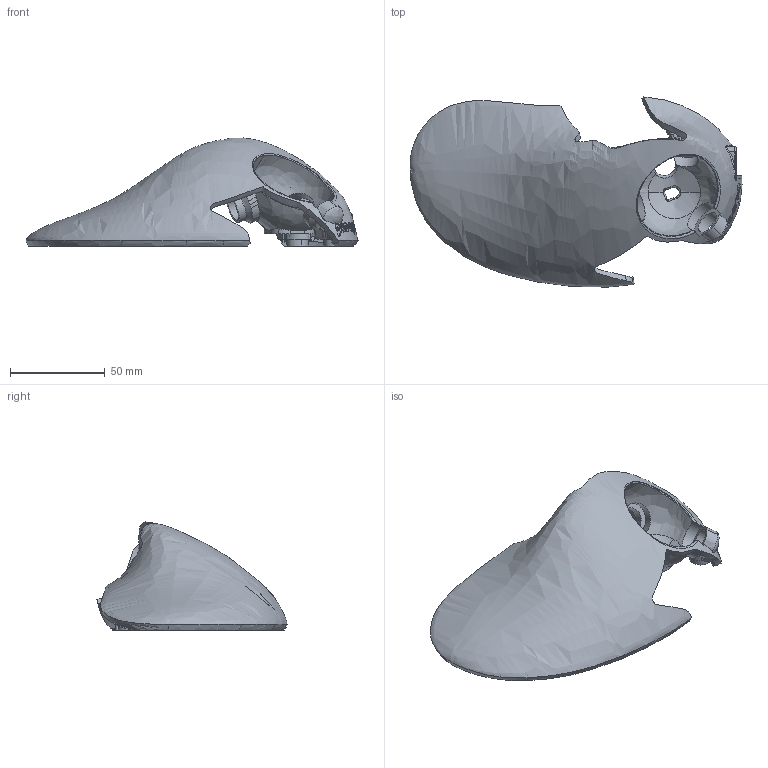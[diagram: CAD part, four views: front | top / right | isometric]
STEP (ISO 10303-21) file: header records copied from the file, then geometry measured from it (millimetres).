
FILE_DESCRIPTION(/* description */ (''),/* implementation_level */ '2;1');
FILE_NAME(/* name */ 'PLOOPY~1',/* time_stamp */ '2021-07-18T11:23:30+01:00',/* author */ (''),/* organization */ (''),/* preprocessor_version */ 'ST-DEVELOPER v16.5',/* originating_system */ '',/* authorisation */ '');
FILE_SCHEMA (('AUTOMOTIVE_DESIGN'));
Length unit declared in the file: millimetre
Products named in the file (1): Document
Bounding box: 175.27 x 100.44 x 57.03 mm (x, y, z)
Volume: 53243.7 mm3; surface area: 44654.3 mm2
Topology: 1 solids, 1 shells, 618 faces, 1690 edges, 1094 vertices
Faces by surface type: bspline 519, plane 99
Entity records: 76201 total; most frequent: CARTESIAN_POINT 65978, ORIENTED_EDGE 3370, EDGE_CURVE 1685, B_SPLINE_CURVE_WITH_KNOTS 1446, VERTEX_POINT 1094, EDGE_LOOP 659, ADVANCED_FACE 618, FACE_OUTER_BOUND 618
